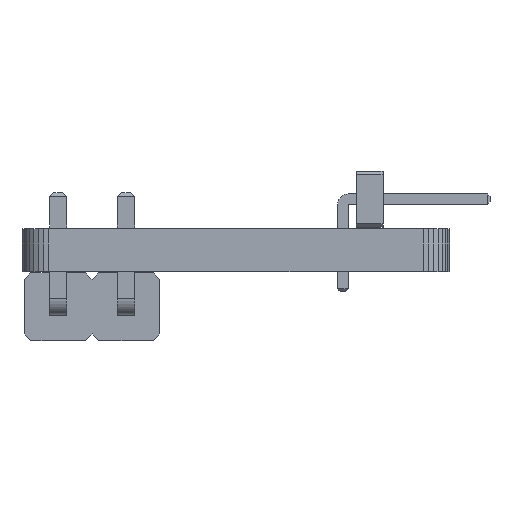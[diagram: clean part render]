
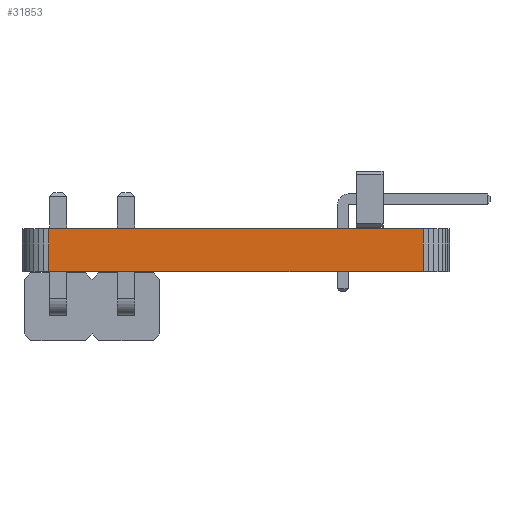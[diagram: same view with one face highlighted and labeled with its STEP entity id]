
A CAD part, front view. The second image highlights one B-rep face of the part: STEP entity #31853.
In plain terms, the highlighted planar face has unit normal (0, -1, 0).
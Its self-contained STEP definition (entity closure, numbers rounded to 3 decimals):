
#24121 = PLANE('',#24122);
#24122 = AXIS2_PLACEMENT_3D('',#24123,#24124,#24125);
#24123 = CARTESIAN_POINT('',(7.613,30.062,1.6));
#24124 = DIRECTION('',(-0.,-0.,-1.));
#24125 = DIRECTION('',(-1.,0.,0.));
#24175 = PLANE('',#24176);
#24176 = AXIS2_PLACEMENT_3D('',#24177,#24178,#24179);
#24177 = CARTESIAN_POINT('',(7.613,30.062,0.));
#24178 = DIRECTION('',(-0.,-0.,-1.));
#24179 = DIRECTION('',(-1.,0.,0.));
#26160 = VERTEX_POINT('',#26161);
#26161 = CARTESIAN_POINT('',(15.,-0.,0.));
#26175 = PLANE('',#26176);
#26176 = AXIS2_PLACEMENT_3D('',#26177,#26178,#26179);
#26177 = CARTESIAN_POINT('',(15.195,0.019,0.));
#26178 = DIRECTION('',(0.098,-0.995,0.));
#26179 = DIRECTION('',(-0.995,-0.098,0.));
#26187 = EDGE_CURVE('',#26160,#26188,#26190,.T.);
#26188 = VERTEX_POINT('',#26189);
#26189 = CARTESIAN_POINT('',(1.,-0.,0.));
#26190 = SURFACE_CURVE('',#26191,(#26195,#26202),.PCURVE_S1.);
#26191 = LINE('',#26192,#26193);
#26192 = CARTESIAN_POINT('',(15.,-0.,0.));
#26193 = VECTOR('',#26194,1.);
#26194 = DIRECTION('',(-1.,0.,0.));
#26195 = PCURVE('',#24175,#26196);
#26196 = DEFINITIONAL_REPRESENTATION('',(#26197),#26201);
#26197 = LINE('',#26198,#26199);
#26198 = CARTESIAN_POINT('',(-7.387,-30.062));
#26199 = VECTOR('',#26200,1.);
#26200 = DIRECTION('',(1.,0.));
#26201 = ( GEOMETRIC_REPRESENTATION_CONTEXT(2) 
PARAMETRIC_REPRESENTATION_CONTEXT() REPRESENTATION_CONTEXT('2D SPACE',''
  ) );
#26202 = PCURVE('',#26203,#26208);
#26203 = PLANE('',#26204);
#26204 = AXIS2_PLACEMENT_3D('',#26205,#26206,#26207);
#26205 = CARTESIAN_POINT('',(15.,0.,0.));
#26206 = DIRECTION('',(0.,-1.,0.));
#26207 = DIRECTION('',(-1.,0.,0.));
#26208 = DEFINITIONAL_REPRESENTATION('',(#26209),#26213);
#26209 = LINE('',#26210,#26211);
#26210 = CARTESIAN_POINT('',(0.,0.));
#26211 = VECTOR('',#26212,1.);
#26212 = DIRECTION('',(1.,0.));
#26213 = ( GEOMETRIC_REPRESENTATION_CONTEXT(2) 
PARAMETRIC_REPRESENTATION_CONTEXT() REPRESENTATION_CONTEXT('2D SPACE',''
  ) );
#26231 = PLANE('',#26232);
#26232 = AXIS2_PLACEMENT_3D('',#26233,#26234,#26235);
#26233 = CARTESIAN_POINT('',(1.,0.,0.));
#26234 = DIRECTION('',(-0.098,-0.995,0.));
#26235 = DIRECTION('',(-0.995,0.098,0.));
#29404 = VERTEX_POINT('',#29405);
#29405 = CARTESIAN_POINT('',(15.,0.,1.6));
#29426 = EDGE_CURVE('',#29404,#29427,#29429,.T.);
#29427 = VERTEX_POINT('',#29428);
#29428 = CARTESIAN_POINT('',(1.,0.,1.6));
#29429 = SURFACE_CURVE('',#29430,(#29434,#29441),.PCURVE_S1.);
#29430 = LINE('',#29431,#29432);
#29431 = CARTESIAN_POINT('',(15.,0.,1.6));
#29432 = VECTOR('',#29433,1.);
#29433 = DIRECTION('',(-1.,0.,0.));
#29434 = PCURVE('',#24121,#29435);
#29435 = DEFINITIONAL_REPRESENTATION('',(#29436),#29440);
#29436 = LINE('',#29437,#29438);
#29437 = CARTESIAN_POINT('',(-7.387,-30.062));
#29438 = VECTOR('',#29439,1.);
#29439 = DIRECTION('',(1.,0.));
#29440 = ( GEOMETRIC_REPRESENTATION_CONTEXT(2) 
PARAMETRIC_REPRESENTATION_CONTEXT() REPRESENTATION_CONTEXT('2D SPACE',''
  ) );
#29441 = PCURVE('',#26203,#29442);
#29442 = DEFINITIONAL_REPRESENTATION('',(#29443),#29447);
#29443 = LINE('',#29444,#29445);
#29444 = CARTESIAN_POINT('',(0.,-1.6));
#29445 = VECTOR('',#29446,1.);
#29446 = DIRECTION('',(1.,0.));
#29447 = ( GEOMETRIC_REPRESENTATION_CONTEXT(2) 
PARAMETRIC_REPRESENTATION_CONTEXT() REPRESENTATION_CONTEXT('2D SPACE',''
  ) );
#31803 = EDGE_CURVE('',#26188,#29427,#31804,.T.);
#31804 = SURFACE_CURVE('',#31805,(#31809,#31816),.PCURVE_S1.);
#31805 = LINE('',#31806,#31807);
#31806 = CARTESIAN_POINT('',(1.,-0.,0.));
#31807 = VECTOR('',#31808,1.);
#31808 = DIRECTION('',(0.,0.,1.));
#31809 = PCURVE('',#26231,#31810);
#31810 = DEFINITIONAL_REPRESENTATION('',(#31811),#31815);
#31811 = LINE('',#31812,#31813);
#31812 = CARTESIAN_POINT('',(0.,-0.));
#31813 = VECTOR('',#31814,1.);
#31814 = DIRECTION('',(0.,-1.));
#31815 = ( GEOMETRIC_REPRESENTATION_CONTEXT(2) 
PARAMETRIC_REPRESENTATION_CONTEXT() REPRESENTATION_CONTEXT('2D SPACE',''
  ) );
#31816 = PCURVE('',#26203,#31817);
#31817 = DEFINITIONAL_REPRESENTATION('',(#31818),#31822);
#31818 = LINE('',#31819,#31820);
#31819 = CARTESIAN_POINT('',(14.,0.));
#31820 = VECTOR('',#31821,1.);
#31821 = DIRECTION('',(0.,-1.));
#31822 = ( GEOMETRIC_REPRESENTATION_CONTEXT(2) 
PARAMETRIC_REPRESENTATION_CONTEXT() REPRESENTATION_CONTEXT('2D SPACE',''
  ) );
#31853 = ADVANCED_FACE('',(#31854),#26203,.T.);
#31854 = FACE_BOUND('',#31855,.T.);
#31855 = EDGE_LOOP('',(#31856,#31877,#31878,#31879));
#31856 = ORIENTED_EDGE('',*,*,#31857,.T.);
#31857 = EDGE_CURVE('',#26160,#29404,#31858,.T.);
#31858 = SURFACE_CURVE('',#31859,(#31863,#31870),.PCURVE_S1.);
#31859 = LINE('',#31860,#31861);
#31860 = CARTESIAN_POINT('',(15.,-0.,0.));
#31861 = VECTOR('',#31862,1.);
#31862 = DIRECTION('',(0.,0.,1.));
#31863 = PCURVE('',#26203,#31864);
#31864 = DEFINITIONAL_REPRESENTATION('',(#31865),#31869);
#31865 = LINE('',#31866,#31867);
#31866 = CARTESIAN_POINT('',(0.,0.));
#31867 = VECTOR('',#31868,1.);
#31868 = DIRECTION('',(0.,-1.));
#31869 = ( GEOMETRIC_REPRESENTATION_CONTEXT(2) 
PARAMETRIC_REPRESENTATION_CONTEXT() REPRESENTATION_CONTEXT('2D SPACE',''
  ) );
#31870 = PCURVE('',#26175,#31871);
#31871 = DEFINITIONAL_REPRESENTATION('',(#31872),#31876);
#31872 = LINE('',#31873,#31874);
#31873 = CARTESIAN_POINT('',(0.196,0.));
#31874 = VECTOR('',#31875,1.);
#31875 = DIRECTION('',(0.,-1.));
#31876 = ( GEOMETRIC_REPRESENTATION_CONTEXT(2) 
PARAMETRIC_REPRESENTATION_CONTEXT() REPRESENTATION_CONTEXT('2D SPACE',''
  ) );
#31877 = ORIENTED_EDGE('',*,*,#29426,.T.);
#31878 = ORIENTED_EDGE('',*,*,#31803,.F.);
#31879 = ORIENTED_EDGE('',*,*,#26187,.F.);
